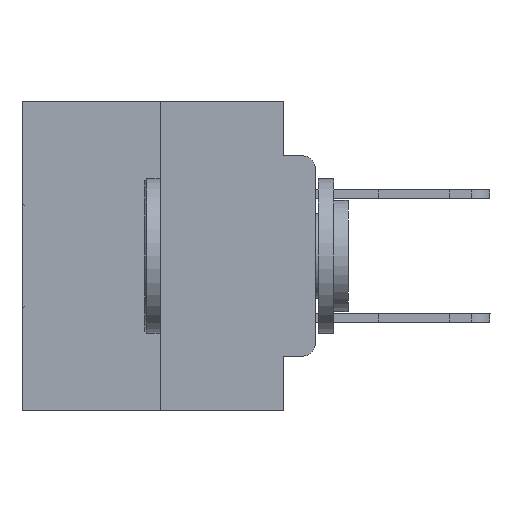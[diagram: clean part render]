
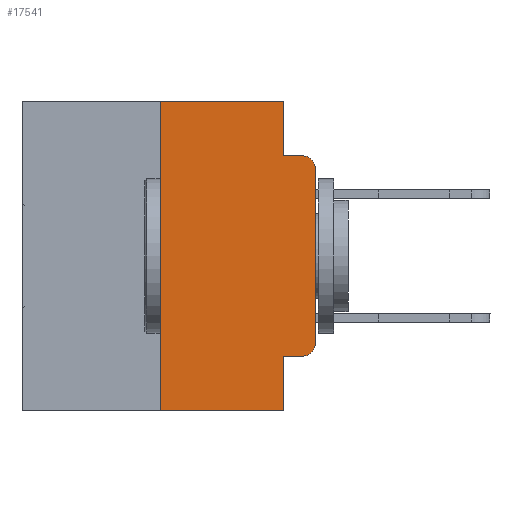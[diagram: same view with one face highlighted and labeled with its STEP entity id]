
A CAD part, left-side view. The second image highlights one B-rep face of the part: STEP entity #17541.
In plain terms, the highlighted planar face has unit normal (-1, 0, 0).
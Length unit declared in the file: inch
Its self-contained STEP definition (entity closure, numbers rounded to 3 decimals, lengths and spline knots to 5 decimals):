
#81 = DIRECTION ( 'NONE',  ( 0., -1., 0. ) ) ;
#179 = CARTESIAN_POINT ( 'NONE',  ( 0., 0.051, -0.0885 ) ) ;
#380 = CIRCLE ( 'NONE', #2521, 0.02 ) ;
#483 = LINE ( 'NONE', #21827, #25593 ) ;
#539 = CARTESIAN_POINT ( 'NONE',  ( 0., 0.02, -0.3915 ) ) ;
#723 = VERTEX_POINT ( 'NONE', #23186 ) ;
#1261 = VECTOR ( 'NONE', #22971, 39.37008 ) ;
#1277 = VECTOR ( 'NONE', #81, 39.37008 ) ;
#1431 = AXIS2_PLACEMENT_3D ( 'NONE', #4519, #28727, #2072 ) ;
#1579 = ORIENTED_EDGE ( 'NONE', *, *, #6902, .T. ) ;
#1846 = DIRECTION ( 'NONE',  ( 0., -1., 0. ) ) ;
#2072 = DIRECTION ( 'NONE',  ( 0., 0., -1. ) ) ;
#2214 = ORIENTED_EDGE ( 'NONE', *, *, #4748, .F. ) ;
#2521 = AXIS2_PLACEMENT_3D ( 'NONE', #539, #12749, #29662 ) ;
#3007 = LINE ( 'NONE', #31243, #21609 ) ;
#3286 = CARTESIAN_POINT ( 'NONE',  ( 0., 0.051, -0.4115 ) ) ;
#3568 = LINE ( 'NONE', #8089, #1261 ) ;
#3718 = VERTEX_POINT ( 'NONE', #10249 ) ;
#3872 = EDGE_CURVE ( 'NONE', #6447, #3718, #26024, .T. ) ;
#3874 = CARTESIAN_POINT ( 'NONE',  ( 0., 0.02, -0.1085 ) ) ;
#4519 = CARTESIAN_POINT ( 'NONE',  ( 0., 0.473, 0. ) ) ;
#4523 = EDGE_CURVE ( 'NONE', #723, #28853, #3568, .T. ) ;
#4526 = ORIENTED_EDGE ( 'NONE', *, *, #3872, .T. ) ;
#4721 = VECTOR ( 'NONE', #27724, 39.37008 ) ;
#4748 = EDGE_CURVE ( 'NONE', #9644, #12525, #483, .T. ) ;
#5475 = LINE ( 'NONE', #7337, #1277 ) ;
#5478 = ORIENTED_EDGE ( 'NONE', *, *, #11165, .T. ) ;
#5781 = VERTEX_POINT ( 'NONE', #20751 ) ;
#6447 = VERTEX_POINT ( 'NONE', #11485 ) ;
#6902 = EDGE_CURVE ( 'NONE', #9644, #5781, #11002, .T. ) ;
#6951 = CARTESIAN_POINT ( 'NONE',  ( 0., 0.051, 0. ) ) ;
#7081 = PLANE ( 'NONE',  #1431 ) ;
#7191 = ORIENTED_EDGE ( 'NONE', *, *, #4523, .F. ) ;
#7291 = VERTEX_POINT ( 'NONE', #15810 ) ;
#7337 = CARTESIAN_POINT ( 'NONE',  ( 0., 0.473, 0. ) ) ;
#7424 = CARTESIAN_POINT ( 'NONE',  ( 0., 0.051, -0.5 ) ) ;
#7698 = VERTEX_POINT ( 'NONE', #29526 ) ;
#7841 = LINE ( 'NONE', #6951, #19231 ) ;
#8089 = CARTESIAN_POINT ( 'NONE',  ( 0., 0.25, 0. ) ) ;
#8401 = VECTOR ( 'NONE', #28846, 39.37008 ) ;
#9644 = VERTEX_POINT ( 'NONE', #3286 ) ;
#10249 = CARTESIAN_POINT ( 'NONE',  ( 0., 0.02, -0.0885 ) ) ;
#10649 = EDGE_CURVE ( 'NONE', #28853, #7698, #5475, .T. ) ;
#11002 = LINE ( 'NONE', #21184, #26617 ) ;
#11165 = EDGE_CURVE ( 'NONE', #7291, #6447, #24752, .T. ) ;
#11485 = CARTESIAN_POINT ( 'NONE',  ( 0., 0., -0.1085 ) ) ;
#11568 = LINE ( 'NONE', #20360, #4721 ) ;
#12525 = VERTEX_POINT ( 'NONE', #7424 ) ;
#12749 = DIRECTION ( 'NONE',  ( -1., 0., 0. ) ) ;
#14496 = CARTESIAN_POINT ( 'NONE',  ( 0., 0., 0. ) ) ;
#15056 = EDGE_CURVE ( 'NONE', #723, #12525, #11568, .T. ) ;
#15083 = ORIENTED_EDGE ( 'NONE', *, *, #21222, .T. ) ;
#15810 = CARTESIAN_POINT ( 'NONE',  ( 0., 0., -0.3915 ) ) ;
#16305 = ORIENTED_EDGE ( 'NONE', *, *, #26951, .F. ) ;
#16352 = DIRECTION ( 'NONE',  ( 0., -1., 0. ) ) ;
#17541 = ADVANCED_FACE ( 'NONE', ( #31031 ), #7081, .F. ) ;
#18994 = AXIS2_PLACEMENT_3D ( 'NONE', #3874, #23327, #20628 ) ;
#19231 = VECTOR ( 'NONE', #21471, 39.37008 ) ;
#20360 = CARTESIAN_POINT ( 'NONE',  ( 0., 0.473, -0.5 ) ) ;
#20628 = DIRECTION ( 'NONE',  ( 0., 0., -1. ) ) ;
#20751 = CARTESIAN_POINT ( 'NONE',  ( 0., 0.02, -0.4115 ) ) ;
#21184 = CARTESIAN_POINT ( 'NONE',  ( 0., 0.051, -0.4115 ) ) ;
#21222 = EDGE_CURVE ( 'NONE', #5781, #7291, #380, .T. ) ;
#21471 = DIRECTION ( 'NONE',  ( 0., 0., -1. ) ) ;
#21609 = VECTOR ( 'NONE', #16352, 39.37008 ) ;
#21827 = CARTESIAN_POINT ( 'NONE',  ( 0., 0.051, 0. ) ) ;
#21936 = DIRECTION ( 'NONE',  ( 0., 0., -1. ) ) ;
#22436 = ORIENTED_EDGE ( 'NONE', *, *, #15056, .T. ) ;
#22971 = DIRECTION ( 'NONE',  ( 0., 0., 1. ) ) ;
#22996 = EDGE_CURVE ( 'NONE', #23061, #3718, #3007, .T. ) ;
#23061 = VERTEX_POINT ( 'NONE', #179 ) ;
#23186 = CARTESIAN_POINT ( 'NONE',  ( 0., 0.25, -0.5 ) ) ;
#23327 = DIRECTION ( 'NONE',  ( -1., 0., 0. ) ) ;
#24752 = LINE ( 'NONE', #14496, #8401 ) ;
#25593 = VECTOR ( 'NONE', #21936, 39.37008 ) ;
#26024 = CIRCLE ( 'NONE', #18994, 0.02 ) ;
#26617 = VECTOR ( 'NONE', #1846, 39.37008 ) ;
#26951 = EDGE_CURVE ( 'NONE', #7698, #23061, #7841, .T. ) ;
#27724 = DIRECTION ( 'NONE',  ( 0., -1., 0. ) ) ;
#28727 = DIRECTION ( 'NONE',  ( 1., 0., 0. ) ) ;
#28846 = DIRECTION ( 'NONE',  ( 0., 0., 1. ) ) ;
#28853 = VERTEX_POINT ( 'NONE', #28879 ) ;
#28879 = CARTESIAN_POINT ( 'NONE',  ( 0., 0.25, 0. ) ) ;
#28899 = ORIENTED_EDGE ( 'NONE', *, *, #10649, .F. ) ;
#29526 = CARTESIAN_POINT ( 'NONE',  ( 0., 0.051, 0. ) ) ;
#29662 = DIRECTION ( 'NONE',  ( 0., 0., -1. ) ) ;
#30104 = EDGE_LOOP ( 'NONE', ( #5478, #4526, #31001, #16305, #28899, #7191, #22436, #2214, #1579, #15083 ) ) ;
#31001 = ORIENTED_EDGE ( 'NONE', *, *, #22996, .F. ) ;
#31031 = FACE_OUTER_BOUND ( 'NONE', #30104, .T. ) ;
#31243 = CARTESIAN_POINT ( 'NONE',  ( 0., 0.051, -0.0885 ) ) ;
